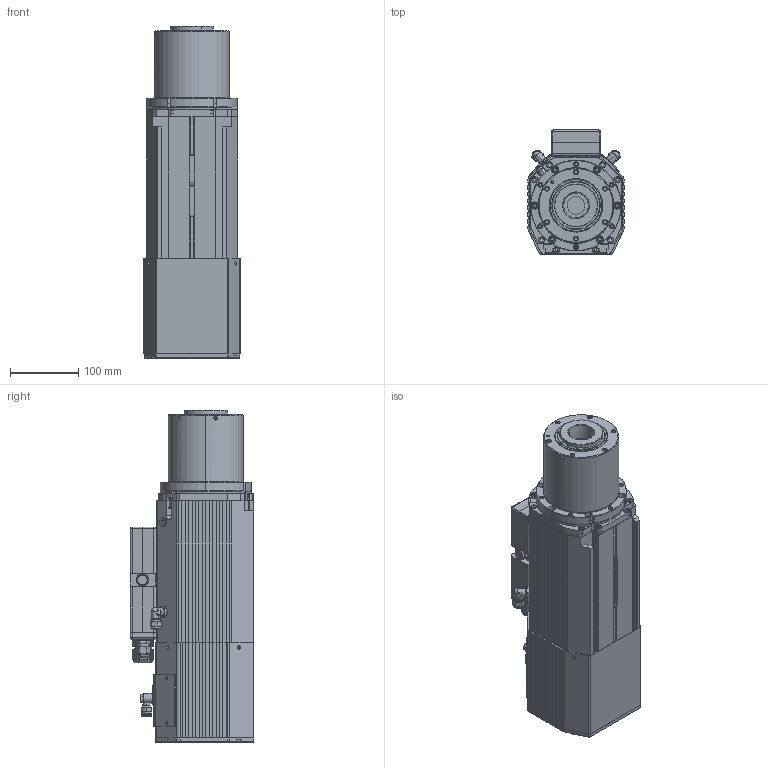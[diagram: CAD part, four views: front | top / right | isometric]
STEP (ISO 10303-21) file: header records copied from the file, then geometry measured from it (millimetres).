
FILE_DESCRIPTION (( 'STEP AP203' ), '1' );
FILE_NAME ('GDL70-24Z-12B阨濮遙絮翋粣.STEP', '2023-12-15T11:20:41', ( 'muse' ), ( 'muse' ), 'SwSTEP 2.0', 'SolidWorks 2019', '' );
FILE_SCHEMA (( 'CONFIG_CONTROL_DESIGN' ));
Length unit declared in the file: millimetre
Products named in the file (1): GDL70-24Z-12B阨濮遙絮翋粣
Bounding box: 141 x 181.5 x 486.5 mm (x, y, z)
Surface area: 394422.7 mm2 (no closed solid volume)
Topology: 0 solids, 63 shells, 1245 faces, 3913 edges, 2688 vertices
Faces by surface type: plane 532, cylinder 455, cone 170, torus 55, bspline 24, sphere 9
Entity records: 45946 total; most frequent: CARTESIAN_POINT 11273, DIRECTION 7531, ORIENTED_EDGE 6455, EDGE_CURVE 3900, AXIS2_PLACEMENT_3D 2763, VERTEX_POINT 2688, VECTOR 2005, LINE 2005
